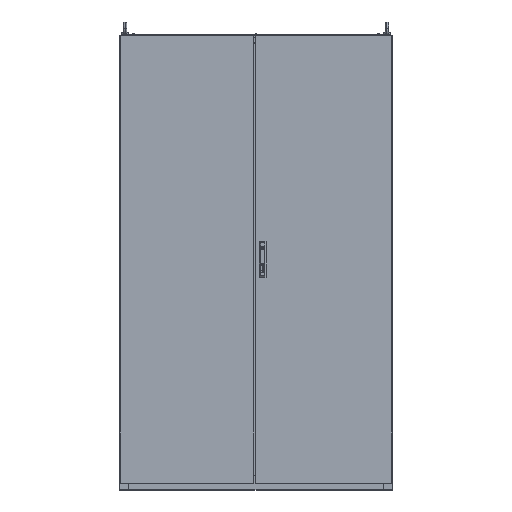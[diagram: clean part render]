
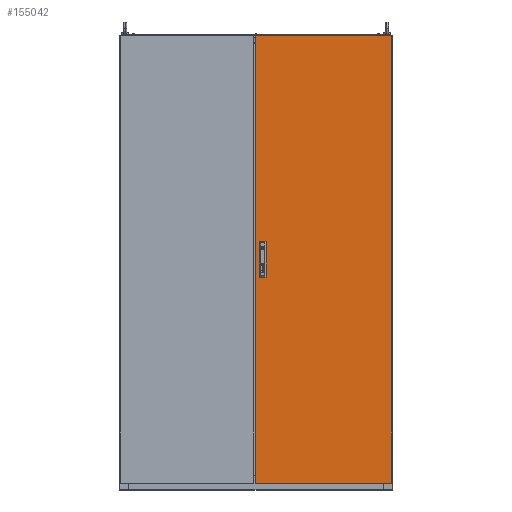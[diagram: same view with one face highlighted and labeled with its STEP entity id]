
A CAD part, top view. The second image highlights one B-rep face of the part: STEP entity #155042.
In plain terms, the highlighted planar face has unit normal (0, 0, 1).
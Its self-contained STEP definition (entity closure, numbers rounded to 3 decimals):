
#149 = DIRECTION ( 'NONE',  ( 0., -1., 0. ) ) ;
#1148 = LINE ( 'NONE', #50902, #64814 ) ;
#10024 = ORIENTED_EDGE ( 'NONE', *, *, #157279, .F. ) ;
#12006 = EDGE_CURVE ( 'NONE', #186621, #75145, #38354, .T. ) ;
#17998 = EDGE_CURVE ( 'NONE', #75145, #111892, #205114, .T. ) ;
#20874 = VERTEX_POINT ( 'NONE', #64638 ) ;
#23952 = DIRECTION ( 'NONE',  ( 0., 1., 0. ) ) ;
#24325 = CARTESIAN_POINT ( 'NONE',  ( 41.5, 38.5, 0. ) ) ;
#26616 = DIRECTION ( 'NONE',  ( -1., 0., 0. ) ) ;
#29786 = LINE ( 'NONE', #93012, #59214 ) ;
#36782 = AXIS2_PLACEMENT_3D ( 'NONE', #77623, #200251, #106732 ) ;
#37879 = ORIENTED_EDGE ( 'NONE', *, *, #130000, .F. ) ;
#37887 = CARTESIAN_POINT ( 'NONE',  ( 41.5, -11.5, 0. ) ) ;
#38278 = VECTOR ( 'NONE', #133841, 1000. ) ;
#38354 = LINE ( 'NONE', #130740, #38278 ) ;
#40924 = CARTESIAN_POINT ( 'NONE',  ( 16.5, -11.5, 0. ) ) ;
#42267 = EDGE_CURVE ( 'NONE', #20874, #176540, #72669, .T. ) ;
#42426 = ORIENTED_EDGE ( 'NONE', *, *, #69676, .F. ) ;
#42536 = ORIENTED_EDGE ( 'NONE', *, *, #122610, .T. ) ;
#43759 = VERTEX_POINT ( 'NONE', #68898 ) ;
#46894 = VECTOR ( 'NONE', #154715, 1000. ) ;
#47792 = CARTESIAN_POINT ( 'NONE',  ( -3., -970., 0. ) ) ;
#49423 = DIRECTION ( 'NONE',  ( 1., 0., 0. ) ) ;
#50902 = CARTESIAN_POINT ( 'NONE',  ( -3., 997., 0. ) ) ;
#53072 = VECTOR ( 'NONE', #26616, 1000. ) ;
#55154 = LINE ( 'NONE', #181703, #94275 ) ;
#57628 = VERTEX_POINT ( 'NONE', #47792 ) ;
#59214 = VECTOR ( 'NONE', #110641, 1000. ) ;
#59791 = LINE ( 'NONE', #134613, #53072 ) ;
#60071 = FACE_OUTER_BOUND ( 'NONE', #202373, .T. ) ;
#62772 = VECTOR ( 'NONE', #103044, 1000. ) ;
#64638 = CARTESIAN_POINT ( 'NONE',  ( 16.5, -61.5, 0. ) ) ;
#64814 = VECTOR ( 'NONE', #149, 1000. ) ;
#68898 = CARTESIAN_POINT ( 'NONE',  ( 16.5, 38.5, 0. ) ) ;
#69676 = EDGE_CURVE ( 'NONE', #114462, #43759, #172031, .T. ) ;
#72669 = LINE ( 'NONE', #89236, #46894 ) ;
#74047 = ORIENTED_EDGE ( 'NONE', *, *, #149658, .F. ) ;
#75145 = VERTEX_POINT ( 'NONE', #101750 ) ;
#77623 = CARTESIAN_POINT ( 'NONE',  ( 0., 0., 0. ) ) ;
#80828 = VERTEX_POINT ( 'NONE', #37887 ) ;
#80974 = VERTEX_POINT ( 'NONE', #40924 ) ;
#83456 = CARTESIAN_POINT ( 'NONE',  ( -3., -970., 0. ) ) ;
#85783 = VECTOR ( 'NONE', #49423, 1000. ) ;
#86253 = ORIENTED_EDGE ( 'NONE', *, *, #105951, .F. ) ;
#89236 = CARTESIAN_POINT ( 'NONE',  ( 41.5, -61.5, 0. ) ) ;
#92153 = PLANE ( 'NONE',  #36782 ) ;
#93012 = CARTESIAN_POINT ( 'NONE',  ( 41.5, 38.5, 0. ) ) ;
#93188 = FACE_BOUND ( 'NONE', #113146, .T. ) ;
#94275 = VECTOR ( 'NONE', #183715, 1000. ) ;
#96027 = EDGE_CURVE ( 'NONE', #176540, #80828, #55154, .T. ) ;
#96068 = LINE ( 'NONE', #83456, #85783 ) ;
#99607 = ORIENTED_EDGE ( 'NONE', *, *, #17998, .T. ) ;
#101750 = CARTESIAN_POINT ( 'NONE',  ( 597., 997., 0. ) ) ;
#103044 = DIRECTION ( 'NONE',  ( -1., 0., 0. ) ) ;
#105951 = EDGE_CURVE ( 'NONE', #43759, #117748, #29786, .T. ) ;
#106732 = DIRECTION ( 'NONE',  ( 1., 0., 0. ) ) ;
#108551 = EDGE_LOOP ( 'NONE', ( #10024, #37879, #139513, #199334 ) ) ;
#108861 = CARTESIAN_POINT ( 'NONE',  ( 41.5, -61.5, 0. ) ) ;
#109546 = CARTESIAN_POINT ( 'NONE',  ( -3., 997., 0. ) ) ;
#110323 = VECTOR ( 'NONE', #123194, 1000. ) ;
#110641 = DIRECTION ( 'NONE',  ( 1., 0., 0. ) ) ;
#111892 = VERTEX_POINT ( 'NONE', #128062 ) ;
#113146 = EDGE_LOOP ( 'NONE', ( #42426, #74047, #139804, #86253 ) ) ;
#114462 = VERTEX_POINT ( 'NONE', #170553 ) ;
#117748 = VERTEX_POINT ( 'NONE', #24325 ) ;
#122610 = EDGE_CURVE ( 'NONE', #57628, #186621, #96068, .T. ) ;
#123194 = DIRECTION ( 'NONE',  ( 0., -1., 0. ) ) ;
#128062 = CARTESIAN_POINT ( 'NONE',  ( -3., 997., 0. ) ) ;
#130000 = EDGE_CURVE ( 'NONE', #80828, #80974, #201718, .T. ) ;
#130303 = VECTOR ( 'NONE', #169992, 1000. ) ;
#130740 = CARTESIAN_POINT ( 'NONE',  ( 597., 997., 0. ) ) ;
#132336 = ORIENTED_EDGE ( 'NONE', *, *, #12006, .T. ) ;
#133841 = DIRECTION ( 'NONE',  ( 0., 1., 0. ) ) ;
#134613 = CARTESIAN_POINT ( 'NONE',  ( 41.5, 88.5, 0. ) ) ;
#135302 = CARTESIAN_POINT ( 'NONE',  ( 41.5, -11.5, 0. ) ) ;
#135797 = CARTESIAN_POINT ( 'NONE',  ( 16.5, 38.5, 0. ) ) ;
#138085 = LINE ( 'NONE', #152641, #165294 ) ;
#139513 = ORIENTED_EDGE ( 'NONE', *, *, #96027, .F. ) ;
#139804 = ORIENTED_EDGE ( 'NONE', *, *, #185924, .F. ) ;
#149658 = EDGE_CURVE ( 'NONE', #182303, #114462, #59791, .T. ) ;
#152641 = CARTESIAN_POINT ( 'NONE',  ( 41.5, 38.5, 0. ) ) ;
#154202 = EDGE_CURVE ( 'NONE', #111892, #57628, #1148, .T. ) ;
#154715 = DIRECTION ( 'NONE',  ( 1., 0., 0. ) ) ;
#155042 = ADVANCED_FACE ( 'NONE', ( #93188, #202323, #60071 ), #92153, .T. ) ;
#157279 = EDGE_CURVE ( 'NONE', #80974, #20874, #203166, .T. ) ;
#160973 = ORIENTED_EDGE ( 'NONE', *, *, #154202, .T. ) ;
#165294 = VECTOR ( 'NONE', #23952, 1000. ) ;
#165720 = CARTESIAN_POINT ( 'NONE',  ( 41.5, 88.5, 0. ) ) ;
#169992 = DIRECTION ( 'NONE',  ( 0., -1., 0. ) ) ;
#170553 = CARTESIAN_POINT ( 'NONE',  ( 16.5, 88.5, 0. ) ) ;
#170842 = DIRECTION ( 'NONE',  ( -1., 0., 0. ) ) ;
#172031 = LINE ( 'NONE', #135797, #130303 ) ;
#176540 = VERTEX_POINT ( 'NONE', #108861 ) ;
#181703 = CARTESIAN_POINT ( 'NONE',  ( 41.5, -61.5, 0. ) ) ;
#182303 = VERTEX_POINT ( 'NONE', #165720 ) ;
#183715 = DIRECTION ( 'NONE',  ( 0., 1., 0. ) ) ;
#185924 = EDGE_CURVE ( 'NONE', #117748, #182303, #138085, .T. ) ;
#186243 = CARTESIAN_POINT ( 'NONE',  ( 597., -970., 0. ) ) ;
#186621 = VERTEX_POINT ( 'NONE', #186243 ) ;
#197270 = VECTOR ( 'NONE', #170842, 1000. ) ;
#199334 = ORIENTED_EDGE ( 'NONE', *, *, #42267, .F. ) ;
#200251 = DIRECTION ( 'NONE',  ( 0., 0., 1. ) ) ;
#201718 = LINE ( 'NONE', #135302, #62772 ) ;
#202153 = CARTESIAN_POINT ( 'NONE',  ( 16.5, -61.5, 0. ) ) ;
#202323 = FACE_BOUND ( 'NONE', #108551, .T. ) ;
#202373 = EDGE_LOOP ( 'NONE', ( #160973, #42536, #132336, #99607 ) ) ;
#203166 = LINE ( 'NONE', #202153, #110323 ) ;
#205114 = LINE ( 'NONE', #109546, #197270 ) ;
